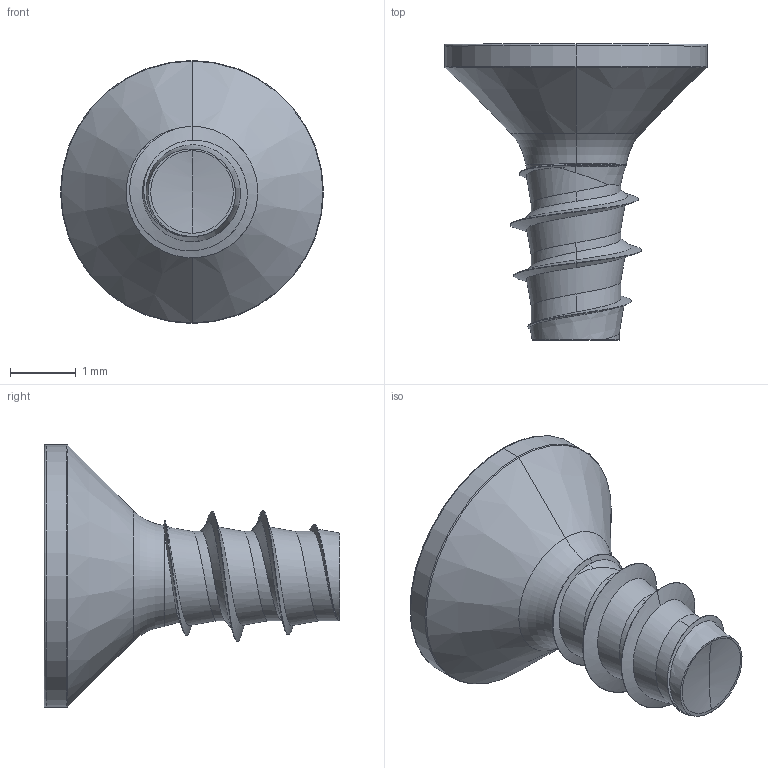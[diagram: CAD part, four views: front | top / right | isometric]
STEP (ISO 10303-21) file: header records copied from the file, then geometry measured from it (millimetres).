
FILE_DESCRIPTION (( 'STEP AP203' ), '1' );
FILE_NAME ('STP410200045.STEP', '2017-08-16T13:27:02', ( '' ), ( '' ), 'SwSTEP 2.0', 'SolidWorks 2015', '' );
FILE_SCHEMA (( 'CONFIG_CONTROL_DESIGN' ));
Length unit declared in the file: millimetre
Products named in the file (1): STP410200045
Bounding box: 4 x 4.5 x 4 mm (x, y, z)
Volume: 15.8 mm3; surface area: 55.7 mm2
Topology: 1 solids, 1 shells, 87 faces, 212 edges, 127 vertices
Faces by surface type: bspline 35, cylinder 29, cone 12, torus 6, plane 3, sphere 2
Entity records: 8132 total; most frequent: CARTESIAN_POINT 6340, ORIENTED_EDGE 420, DIRECTION 268, EDGE_CURVE 210, VERTEX_POINT 127, AXIS2_PLACEMENT_3D 112, B_SPLINE_CURVE_WITH_KNOTS 100, EDGE_LOOP 89
